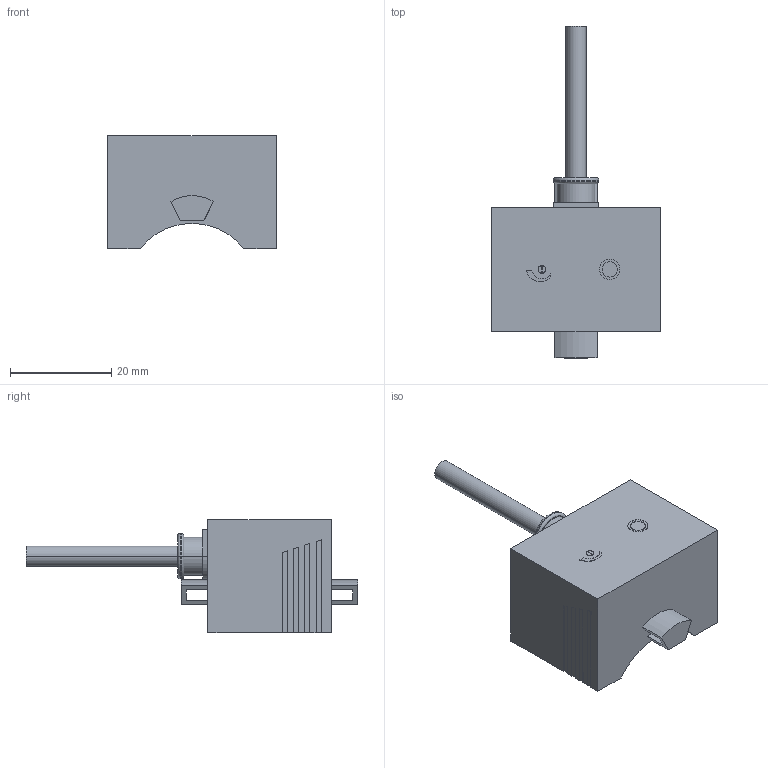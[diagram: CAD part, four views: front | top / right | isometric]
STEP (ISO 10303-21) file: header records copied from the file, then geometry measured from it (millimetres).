
FILE_DESCRIPTION((''),'2;1');
FILE_NAME('CE15SN26DNO_SLDPRT_PRT','2017-10-16T',('Gavin'),(''),'PRO/ENGINEER BY PARAMETRIC TECHNOLOGY CORPORATION, 2009440','PRO/ENGINEER BY PARAMETRIC TECHNOLOGY CORPORATION, 2009440','');
FILE_SCHEMA(('CONFIG_CONTROL_DESIGN'));
Length unit declared in the file: millimetre
Products named in the file (1): CE15SN26DNO_SLDPRT_PRT
Bounding box: 33.4 x 65.7 x 22.45 mm (x, y, z)
Volume: 17408 mm3; surface area: 5109.5 mm2
Topology: 1 solids, 1 shells, 109 faces, 290 edges, 192 vertices
Faces by surface type: plane 87, cylinder 18, torus 4
Entity records: 3418 total; most frequent: CARTESIAN_POINT 591, ORIENTED_EDGE 580, DIRECTION 568, EDGE_CURVE 290, VECTOR 230, LINE 230, VERTEX_POINT 192, AXIS2_PLACEMENT_3D 169
